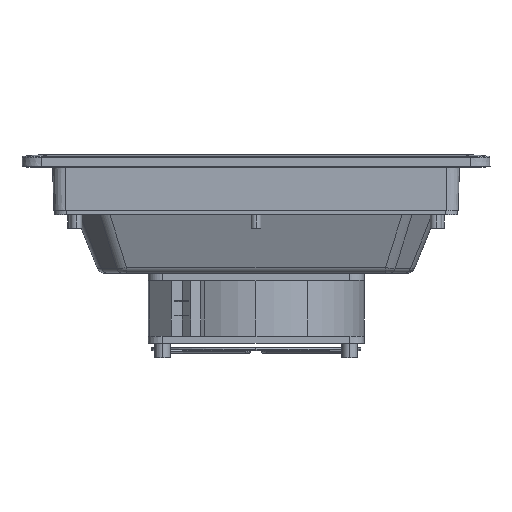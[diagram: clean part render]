
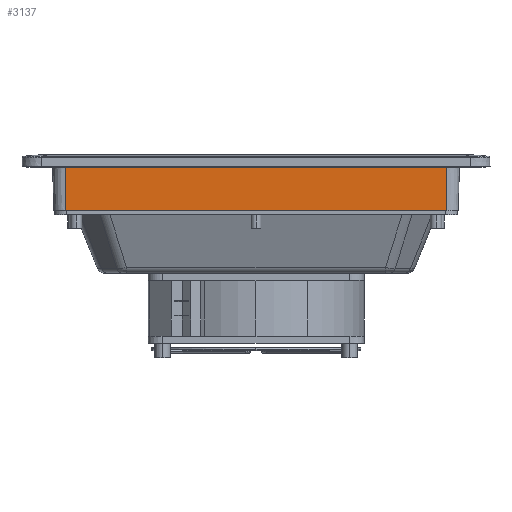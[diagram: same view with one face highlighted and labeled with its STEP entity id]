
A CAD part, left-side view. The second image highlights one B-rep face of the part: STEP entity #3137.
In plain terms, the highlighted planar face has unit normal (-1, 0, -0.018).
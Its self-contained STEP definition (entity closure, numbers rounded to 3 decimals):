
#2470=CARTESIAN_POINT('Vertex',(-112.5,-106.,-2.5)) ;
#2672=CARTESIAN_POINT('Vertex',(-112.5,106.,-2.5)) ;
#2690=CARTESIAN_POINT('Line Origine',(-112.5,0.,-2.5)) ;
#2715=CARTESIAN_POINT('Vertex',(-112.928,-106.,22.009)) ;
#2718=CARTESIAN_POINT('Line Origine',(-112.74,-106.,11.25)) ;
#3066=CARTESIAN_POINT('Vertex',(-112.928,106.,22.009)) ;
#3069=CARTESIAN_POINT('Line Origine',(-112.74,106.,11.25)) ;
#3081=CARTESIAN_POINT('Axis2P3D Location',(-112.5,0.,-2.5)) ;
#3086=CARTESIAN_POINT('Line Origine',(-112.928,0.,22.009)) ;
#3090=CARTESIAN_POINT('Vertex',(-112.928,62.146,22.009)) ;
#3093=CARTESIAN_POINT('Line Origine',(-112.928,0.,22.009)) ;
#3097=CARTESIAN_POINT('Vertex',(-112.928,-62.146,22.009)) ;
#3100=CARTESIAN_POINT('Line Origine',(-112.928,0.,22.009)) ;
#3104=CARTESIAN_POINT('Vertex',(-112.928,-32.854,22.009)) ;
#3107=CARTESIAN_POINT('Line Origine',(-112.928,0.,22.009)) ;
#3111=CARTESIAN_POINT('Vertex',(-112.928,0.,22.009)) ;
#3114=CARTESIAN_POINT('Line Origine',(-112.928,0.,22.009)) ;
#3118=CARTESIAN_POINT('Vertex',(-112.928,32.854,22.009)) ;
#3121=CARTESIAN_POINT('Line Origine',(-112.928,0.,22.009)) ;
#2691=DIRECTION('Vector Direction',(0.,1.,0.)) ;
#2719=DIRECTION('Vector Direction',(-0.017,0.,1.)) ;
#3070=DIRECTION('Vector Direction',(-0.017,0.,1.)) ;
#3082=DIRECTION('Axis2P3D Direction',(-1.,-0.,-0.017)) ;
#3083=DIRECTION('Axis2P3D XDirection',(0.,-1.,0.)) ;
#3087=DIRECTION('Vector Direction',(0.,-1.,0.)) ;
#3094=DIRECTION('Vector Direction',(0.,-1.,0.)) ;
#3101=DIRECTION('Vector Direction',(0.,-1.,0.)) ;
#3108=DIRECTION('Vector Direction',(0.,-1.,0.)) ;
#3115=DIRECTION('Vector Direction',(0.,-1.,0.)) ;
#3122=DIRECTION('Vector Direction',(0.,-1.,0.)) ;
#3084=AXIS2_PLACEMENT_3D('Plane Axis2P3D',#3081,#3082,#3083) ;
#3127=ORIENTED_EDGE('',*,*,#3092,.F.) ;
#3128=ORIENTED_EDGE('',*,*,#3073,.F.) ;
#3129=ORIENTED_EDGE('',*,*,#2694,.F.) ;
#3130=ORIENTED_EDGE('',*,*,#2722,.T.) ;
#3131=ORIENTED_EDGE('',*,*,#3099,.T.) ;
#3132=ORIENTED_EDGE('',*,*,#3106,.T.) ;
#3133=ORIENTED_EDGE('',*,*,#3113,.T.) ;
#3134=ORIENTED_EDGE('',*,*,#3120,.F.) ;
#3135=ORIENTED_EDGE('',*,*,#3125,.T.) ;
#2692=VECTOR('Line Direction',#2691,1.) ;
#2720=VECTOR('Line Direction',#2719,1.) ;
#3071=VECTOR('Line Direction',#3070,1.) ;
#3088=VECTOR('Line Direction',#3087,1.) ;
#3095=VECTOR('Line Direction',#3094,1.) ;
#3102=VECTOR('Line Direction',#3101,1.) ;
#3109=VECTOR('Line Direction',#3108,1.) ;
#3116=VECTOR('Line Direction',#3115,1.) ;
#3123=VECTOR('Line Direction',#3122,1.) ;
#3137=ADVANCED_FACE('PartBody',(#3136),#3085,.T.) ;
#2694=EDGE_CURVE('',#2471,#2673,#2693,.T.) ;
#2722=EDGE_CURVE('',#2471,#2716,#2721,.T.) ;
#3073=EDGE_CURVE('',#2673,#3067,#3072,.T.) ;
#3092=EDGE_CURVE('',#3067,#3091,#3089,.T.) ;
#3099=EDGE_CURVE('',#2716,#3098,#3096,.F.) ;
#3106=EDGE_CURVE('',#3098,#3105,#3103,.F.) ;
#3113=EDGE_CURVE('',#3105,#3112,#3110,.F.) ;
#3120=EDGE_CURVE('',#3119,#3112,#3117,.T.) ;
#3125=EDGE_CURVE('',#3119,#3091,#3124,.F.) ;
#3126=EDGE_LOOP('',(#3127,#3128,#3129,#3130,#3131,#3132,#3133,#3134,#3135)) ;
#3136=FACE_OUTER_BOUND('',#3126,.T.) ;
#2693=LINE('Line',#2690,#2692) ;
#2721=LINE('Line',#2718,#2720) ;
#3072=LINE('Line',#3069,#3071) ;
#3089=LINE('Line',#3086,#3088) ;
#3096=LINE('Line',#3093,#3095) ;
#3103=LINE('Line',#3100,#3102) ;
#3110=LINE('Line',#3107,#3109) ;
#3117=LINE('Line',#3114,#3116) ;
#3124=LINE('Line',#3121,#3123) ;
#3085=PLANE('',#3084) ;
#2471=VERTEX_POINT('',#2470) ;
#2673=VERTEX_POINT('',#2672) ;
#2716=VERTEX_POINT('',#2715) ;
#3067=VERTEX_POINT('',#3066) ;
#3091=VERTEX_POINT('',#3090) ;
#3098=VERTEX_POINT('',#3097) ;
#3105=VERTEX_POINT('',#3104) ;
#3112=VERTEX_POINT('',#3111) ;
#3119=VERTEX_POINT('',#3118) ;
